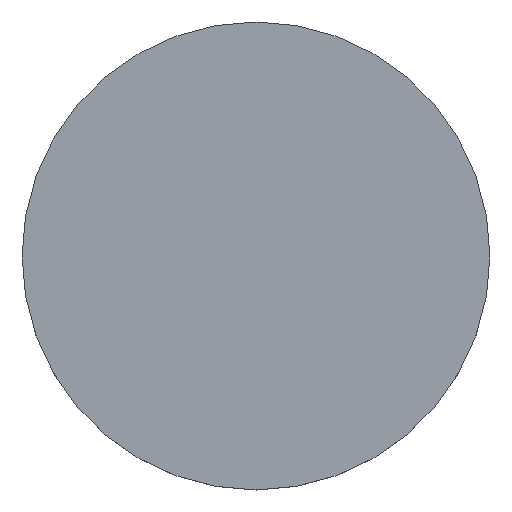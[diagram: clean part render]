
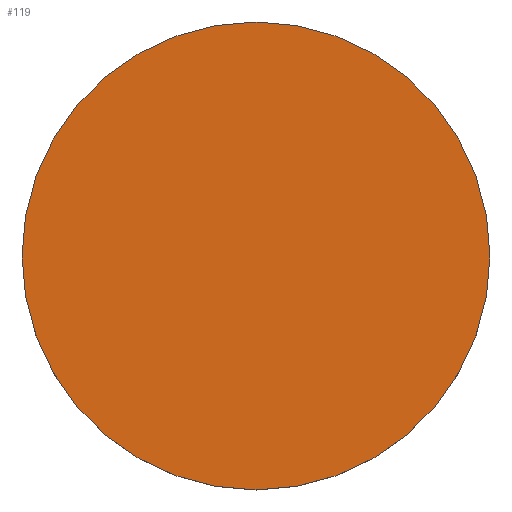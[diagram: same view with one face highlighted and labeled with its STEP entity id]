
A CAD part, top view. The second image highlights one B-rep face of the part: STEP entity #119.
In plain terms, the highlighted planar face has unit normal (0, 0, 1).
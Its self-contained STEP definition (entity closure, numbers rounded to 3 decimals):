
#20 = CARTESIAN_POINT ( 'NONE',  ( 0., 0., 7.7 ) ) ;
#21 = PLANE ( 'NONE',  #66 ) ;
#37 = AXIS2_PLACEMENT_3D ( 'NONE', #20, #58, #97 ) ;
#44 = ORIENTED_EDGE ( 'NONE', *, *, #110, .F. ) ;
#47 = FACE_OUTER_BOUND ( 'NONE', #67, .T. ) ;
#58 = DIRECTION ( 'NONE',  ( 0., 0., -1. ) ) ;
#66 = AXIS2_PLACEMENT_3D ( 'NONE', #193, #146, #180 ) ;
#67 = EDGE_LOOP ( 'NONE', ( #44, #107 ) ) ;
#80 = EDGE_CURVE ( 'NONE', #104, #93, #229, .T. ) ;
#85 = CIRCLE ( 'NONE', #233, 38.1 ) ;
#93 = VERTEX_POINT ( 'NONE', #117 ) ;
#97 = DIRECTION ( 'NONE',  ( 1., 0., 0. ) ) ;
#104 = VERTEX_POINT ( 'NONE', #203 ) ;
#107 = ORIENTED_EDGE ( 'NONE', *, *, #80, .F. ) ;
#110 = EDGE_CURVE ( 'NONE', #93, #104, #85, .T. ) ;
#117 = CARTESIAN_POINT ( 'NONE',  ( 38.1, 0., 7.7 ) ) ;
#119 = ADVANCED_FACE ( 'NONE', ( #47 ), #21, .T. ) ;
#145 = DIRECTION ( 'NONE',  ( 1., 0., 0. ) ) ;
#146 = DIRECTION ( 'NONE',  ( 0., 0., 1. ) ) ;
#162 = DIRECTION ( 'NONE',  ( 0., 0., -1. ) ) ;
#180 = DIRECTION ( 'NONE',  ( 1., 0., 0. ) ) ;
#181 = CARTESIAN_POINT ( 'NONE',  ( 0., 0., 7.7 ) ) ;
#193 = CARTESIAN_POINT ( 'NONE',  ( 0., 77.928, 7.7 ) ) ;
#203 = CARTESIAN_POINT ( 'NONE',  ( -38.1, 0., 7.7 ) ) ;
#229 = CIRCLE ( 'NONE', #37, 38.1 ) ;
#233 = AXIS2_PLACEMENT_3D ( 'NONE', #181, #162, #145 ) ;
